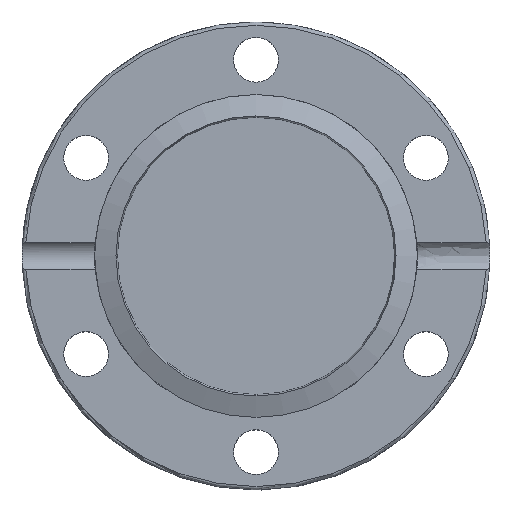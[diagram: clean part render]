
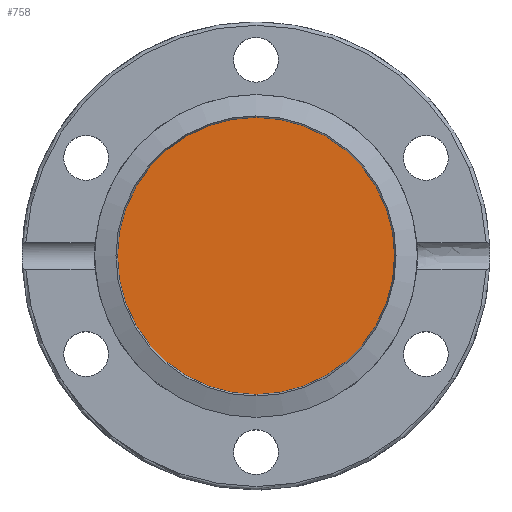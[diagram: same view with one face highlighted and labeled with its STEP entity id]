
A CAD part, top view. The second image highlights one B-rep face of the part: STEP entity #758.
In plain terms, the highlighted planar face has unit normal (0, 0, 1).
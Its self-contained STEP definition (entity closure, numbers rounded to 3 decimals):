
#735=CARTESIAN_POINT('',(0.0,-20.732,11.8));
#736=VERTEX_POINT('',#735);
#737=CARTESIAN_POINT('',(0.0,0.,11.8));
#738=DIRECTION('',(0.0,0.0,-1.0));
#739=DIRECTION('',(0.0,-1.0,0.0));
#740=AXIS2_PLACEMENT_3D('',#737,#738,#739);
#741=CIRCLE('',#740,20.732);
#742=EDGE_CURVE('',#736,#736,#741,.T.);
#750=CARTESIAN_POINT('',(0.0,-10.366,11.8));
#751=DIRECTION('',(0.0,0.0,-1.0));
#752=DIRECTION('',(-1.0,0.0,0.0));
#753=AXIS2_PLACEMENT_3D('',#750,#751,#752);
#754=PLANE('',#753);
#755=ORIENTED_EDGE('',*,*,#742,.F.);
#756=EDGE_LOOP('',(#755));
#757=FACE_OUTER_BOUND('',#756,.T.);
#758=ADVANCED_FACE('',(#757),#754,.F.);
